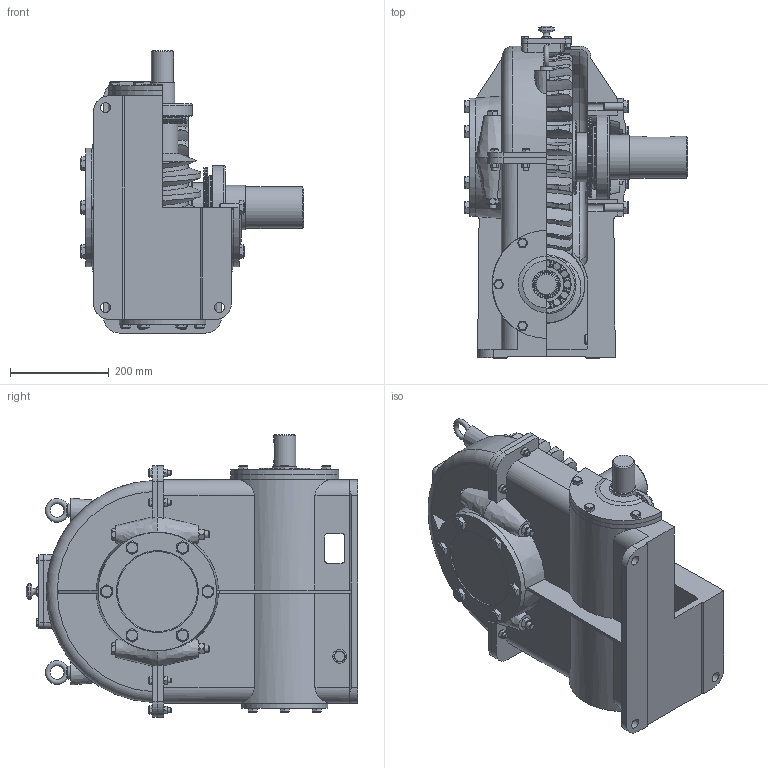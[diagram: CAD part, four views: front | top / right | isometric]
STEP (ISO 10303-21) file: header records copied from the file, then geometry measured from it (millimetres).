
FILE_DESCRIPTION(('STEP AP203'), '1');
FILE_NAME('_陓鼯弅恦.stp', '2011-08-30T07:16:14', ('UNSPECIFIED'), ('UNSPECIFIED'), 'ASCON STEP Converter 1.0', 'Kompas 3D', '');
FILE_SCHEMA(('CONFIG_CONTROL_DESIGN'));
Length unit declared in the file: millimetre
Products named in the file (32): 1; 2; 3; 4; 5; 6; 7; 8; 9; 10; 11; 12; 13; 14; 15; 16; 17; 18; 19; 20; 21; 22; 23; 24; 25; 26; 27; 28; 29; 30; 31; 32
Assembly tree (73 placements, depth 3):
  1
    2
      3
      4
      5  x4
    6
    7
    8
    9
    10  x2
    11
    12  x2
    13  x2
    14
    15
    16  x2
    17
    18  x2
    19
      20
      21
      22  x4
    23
    24
    25
    26
    27  x10
    28  x9
    29  x3
    30  x3
    31  x6
    32  x6
Bounding box: 453.2 x 672.46 x 571.9 mm (x, y, z)
Volume: 30944693.8 mm3; surface area: 3731002.3 mm2
Topology: 71 solids, 71 shells, 1898 faces, 5189 edges, 3403 vertices
Faces by surface type: plane 744, cylinder 444, cone 389, bspline 235, torus 84, sphere 1, revolution 1
Full cylindrical faces by diameter (mm): 5.976 x1, 8 x4, 9 x6, 10 x24, 12 x35, 14 x16, 16 x26, 20 x8, 28 x2, 32 x1, 43.68 x4, 45 x1, 50 x1, 55 x6, 63 x2, 71 x2, 82 x2, 85 x1, 90 x1, 95 x6, 100 x1, 112 x1, 114 x2, 120 x4, 129 x2, 150 x2, 170 x3, 175 x1, 240 x1, 259.2 x2
Entity records: 81626 total; most frequent: CARTESIAN_POINT 42896, ORIENTED_EDGE 6766, DIRECTION 5000, EDGE_CURVE 3383, VERTEX_POINT 2226, AXIS2_PLACEMENT_3D 2105, B_SPLINE_CURVE_WITH_KNOTS 1500, EDGE_LOOP 1451
